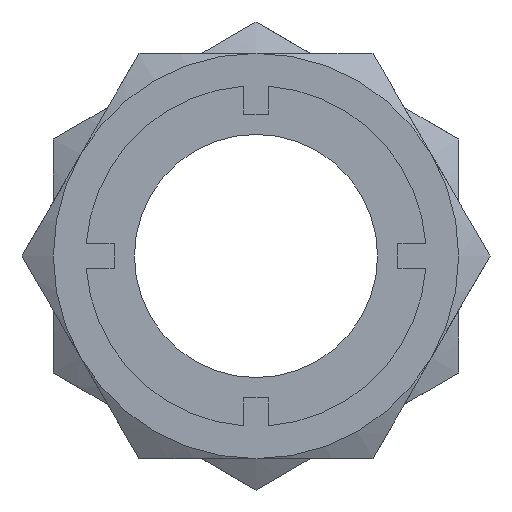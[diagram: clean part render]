
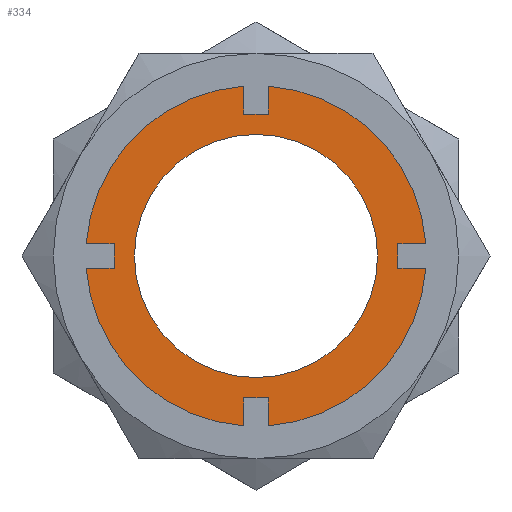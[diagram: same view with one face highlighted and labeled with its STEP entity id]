
A CAD part, left-side view. The second image highlights one B-rep face of the part: STEP entity #334.
In plain terms, the highlighted planar face has unit normal (-1, 0, 0).
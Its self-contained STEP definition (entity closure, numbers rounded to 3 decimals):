
#334=ADVANCED_FACE('',(#945,#946),#947,.T.);
#346=EDGE_CURVE('',#582,#752,#959,.T.);
#362=VERTEX_POINT('',#975);
#386=VERTEX_POINT('',#1004);
#398=EDGE_CURVE('',#624,#706,#1016,.T.);
#410=EDGE_CURVE('',#426,#458,#1028,.T.);
#426=VERTEX_POINT('',#1046);
#440=VERTEX_POINT('',#1060);
#458=VERTEX_POINT('',#1079);
#504=EDGE_CURVE('',#706,#590,#1130,.T.);
#582=VERTEX_POINT('',#1213);
#590=VERTEX_POINT('',#1222);
#610=EDGE_CURVE('',#648,#624,#1245,.T.);
#624=VERTEX_POINT('',#1261);
#640=EDGE_CURVE('',#458,#426,#1278,.T.);
#648=VERTEX_POINT('',#1286);
#656=EDGE_CURVE('',#386,#900,#1294,.T.);
#666=EDGE_CURVE('',#802,#362,#1304,.T.);
#678=EDGE_CURVE('',#648,#762,#1319,.T.);
#686=EDGE_CURVE('',#440,#590,#1329,.T.);
#706=VERTEX_POINT('',#1354);
#708=EDGE_CURVE('',#772,#744,#1356,.T.);
#724=VERTEX_POINT('',#1373);
#728=EDGE_CURVE('',#752,#362,#1377,.T.);
#740=EDGE_CURVE('',#744,#762,#1391,.T.);
#744=VERTEX_POINT('',#1395);
#752=VERTEX_POINT('',#1404);
#762=VERTEX_POINT('',#1416);
#764=EDGE_CURVE('',#386,#582,#1418,.T.);
#766=EDGE_CURVE('',#802,#772,#1420,.T.);
#772=VERTEX_POINT('',#1427);
#802=VERTEX_POINT('',#1462);
#822=EDGE_CURVE('',#724,#880,#1485,.T.);
#878=EDGE_CURVE('',#880,#900,#1547,.T.);
#880=VERTEX_POINT('',#1549);
#900=VERTEX_POINT('',#1571);
#912=EDGE_CURVE('',#440,#724,#1586,.T.);
#945=FACE_BOUND('',#1613,.T.);
#946=FACE_OUTER_BOUND('',#1614,.T.);
#947=PLANE('',#1615);
#959=LINE('',#1658,#1659);
#975=CARTESIAN_POINT('',(-23.,-20.946,1.5));
#1004=CARTESIAN_POINT('',(-23.,-20.946,-1.5));
#1016=LINE('',#1798,#1799);
#1028=CIRCLE('',#1842,15.0);
#1046=CARTESIAN_POINT('',(-23.,0.,-15.));
#1060=CARTESIAN_POINT('',(-23.,1.5,-20.946));
#1079=CARTESIAN_POINT('',(-23.,0.,15.));
#1130=LINE('',#2066,#2067);
#1213=CARTESIAN_POINT('',(-23.0,-17.5,-1.5));
#1222=CARTESIAN_POINT('',(-23.,20.946,-1.5));
#1245=LINE('',#2322,#2323);
#1261=CARTESIAN_POINT('',(-23.0,17.5,1.5));
#1278=CIRCLE('',#2390,15.0);
#1286=CARTESIAN_POINT('',(-23.,20.946,1.5));
#1294=CIRCLE('',#2421,21.0);
#1304=CIRCLE('',#2435,21.0);
#1319=CIRCLE('',#2453,21.0);
#1329=CIRCLE('',#2466,21.0);
#1354=CARTESIAN_POINT('',(-23.0,17.5,-1.5));
#1356=LINE('',#2499,#2500);
#1373=CARTESIAN_POINT('',(-23.0,1.5,-17.5));
#1377=LINE('',#2540,#2541);
#1391=LINE('',#2557,#2558);
#1395=CARTESIAN_POINT('',(-23.0,1.5,17.5));
#1404=CARTESIAN_POINT('',(-23.0,-17.5,1.5));
#1416=CARTESIAN_POINT('',(-23.,1.5,20.946));
#1418=LINE('',#2590,#2591);
#1420=LINE('',#2594,#2595);
#1427=CARTESIAN_POINT('',(-23.0,-1.5,17.5));
#1462=CARTESIAN_POINT('',(-23.,-1.5,20.946));
#1485=LINE('',#2709,#2710);
#1547=LINE('',#2819,#2820);
#1549=CARTESIAN_POINT('',(-23.0,-1.5,-17.5));
#1571=CARTESIAN_POINT('',(-23.,-1.5,-20.946));
#1586=LINE('',#2872,#2873);
#1613=EDGE_LOOP('',(#2912,#2913));
#1614=EDGE_LOOP('',(#2914,#2915,#2916,#2917,#2918,#2919,#2920,#2921,#2922,#2923,#2924,#2925,#2926,#2927,#2928,#2929));
#1615=AXIS2_PLACEMENT_3D('',#2930,#2931,#2932);
#1658=CARTESIAN_POINT('',(-23.,-17.5,9.75));
#1659=VECTOR('',#2933,1.0);
#1798=CARTESIAN_POINT('',(-23.,17.5,8.25));
#1799=VECTOR('',#2992,1.0);
#1842=AXIS2_PLACEMENT_3D('',#2993,#2994,#2995);
#2066=CARTESIAN_POINT('',(-23.,10.5,-1.5));
#2067=VECTOR('',#3074,1.0);
#2322=CARTESIAN_POINT('',(-23.,8.75,1.5));
#2323=VECTOR('',#3160,1.0);
#2390=AXIS2_PLACEMENT_3D('',#3190,#3191,#3192);
#2421=AXIS2_PLACEMENT_3D('',#3205,#3206,#3207);
#2435=AXIS2_PLACEMENT_3D('',#3212,#3213,#3214);
#2453=AXIS2_PLACEMENT_3D('',#3246,#3247,#3248);
#2466=AXIS2_PLACEMENT_3D('',#3265,#3266,#3267);
#2499=CARTESIAN_POINT('',(-23.,0.75,17.5));
#2500=VECTOR('',#3315,1.0);
#2540=CARTESIAN_POINT('',(-23.,-10.5,1.5));
#2541=VECTOR('',#3327,1.0);
#2557=CARTESIAN_POINT('',(-23.,1.5,19.5));
#2558=VECTOR('',#3345,1.0);
#2590=CARTESIAN_POINT('',(-23.,-8.75,-1.5));
#2591=VECTOR('',#3371,1.0);
#2594=CARTESIAN_POINT('',(-23.,-1.5,17.75));
#2595=VECTOR('',#3372,1.0);
#2709=CARTESIAN_POINT('',(-23.,-0.75,-17.5));
#2710=VECTOR('',#3460,1.0);
#2819=CARTESIAN_POINT('',(-23.,-1.5,-1.5));
#2820=VECTOR('',#3539,1.0);
#2872=CARTESIAN_POINT('',(-23.,1.5,0.25));
#2873=VECTOR('',#3591,1.0);
#2912=ORIENTED_EDGE('',*,*,#640,.T.);
#2913=ORIENTED_EDGE('',*,*,#410,.T.);
#2914=ORIENTED_EDGE('',*,*,#764,.T.);
#2915=ORIENTED_EDGE('',*,*,#346,.T.);
#2916=ORIENTED_EDGE('',*,*,#728,.T.);
#2917=ORIENTED_EDGE('',*,*,#666,.F.);
#2918=ORIENTED_EDGE('',*,*,#766,.T.);
#2919=ORIENTED_EDGE('',*,*,#708,.T.);
#2920=ORIENTED_EDGE('',*,*,#740,.T.);
#2921=ORIENTED_EDGE('',*,*,#678,.F.);
#2922=ORIENTED_EDGE('',*,*,#610,.T.);
#2923=ORIENTED_EDGE('',*,*,#398,.T.);
#2924=ORIENTED_EDGE('',*,*,#504,.T.);
#2925=ORIENTED_EDGE('',*,*,#686,.F.);
#2926=ORIENTED_EDGE('',*,*,#912,.T.);
#2927=ORIENTED_EDGE('',*,*,#822,.T.);
#2928=ORIENTED_EDGE('',*,*,#878,.T.);
#2929=ORIENTED_EDGE('',*,*,#656,.F.);
#2930=CARTESIAN_POINT('',(-23.,0.,18.));
#2931=DIRECTION('',(-1.0,-0.0,0.0));
#2932=DIRECTION('',(0.0,0.,-1.0));
#2933=DIRECTION('',(0.0,0.0,1.0));
#2992=DIRECTION('',(0.0,0.0,-1.0));
#2993=CARTESIAN_POINT('',(-23.,0.,0.));
#2994=DIRECTION('',(1.0,0.0,-0.0));
#2995=DIRECTION('',(0.0,0.,1.0));
#3074=DIRECTION('',(0.0,1.0,0.0));
#3160=DIRECTION('',(0.0,-1.0,0.0));
#3190=CARTESIAN_POINT('',(-23.,0.,0.));
#3191=DIRECTION('',(1.0,0.0,-0.0));
#3192=DIRECTION('',(0.0,0.,1.0));
#3205=CARTESIAN_POINT('',(-23.,0.,0.));
#3206=DIRECTION('',(1.0,0.0,-0.0));
#3207=DIRECTION('',(0.0,0.,1.0));
#3212=CARTESIAN_POINT('',(-23.,0.,0.));
#3213=DIRECTION('',(1.0,0.0,-0.0));
#3214=DIRECTION('',(0.0,0.,1.0));
#3246=CARTESIAN_POINT('',(-23.,0.,0.));
#3247=DIRECTION('',(1.0,0.0,-0.0));
#3248=DIRECTION('',(0.0,0.,1.0));
#3265=CARTESIAN_POINT('',(-23.,0.,0.));
#3266=DIRECTION('',(1.0,0.0,-0.0));
#3267=DIRECTION('',(0.0,0.,1.0));
#3315=DIRECTION('',(0.0,1.0,0.0));
#3327=DIRECTION('',(0.0,-1.0,0.0));
#3345=DIRECTION('',(0.0,0.0,1.0));
#3371=DIRECTION('',(0.0,1.0,0.0));
#3372=DIRECTION('',(0.0,0.0,-1.0));
#3460=DIRECTION('',(0.0,-1.0,0.0));
#3539=DIRECTION('',(0.0,0.0,-1.0));
#3591=DIRECTION('',(0.0,0.0,1.0));
